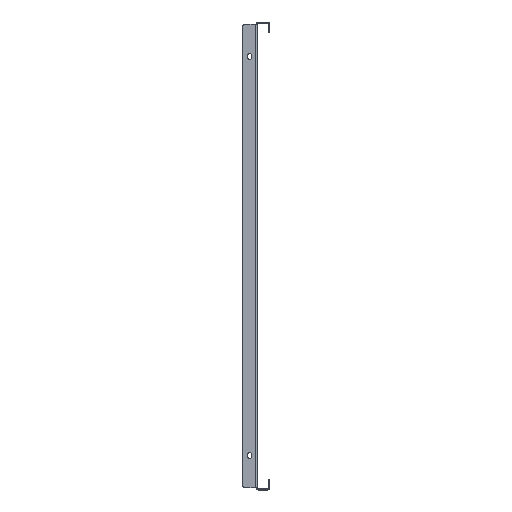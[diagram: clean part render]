
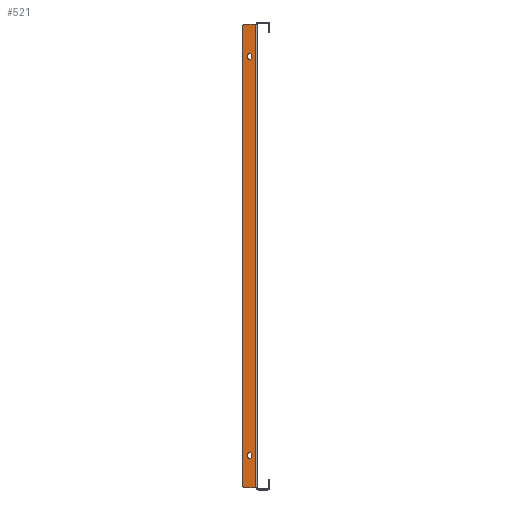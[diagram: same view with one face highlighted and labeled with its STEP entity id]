
A CAD part, left-side view. The second image highlights one B-rep face of the part: STEP entity #521.
In plain terms, the highlighted planar face has unit normal (-1, 0, 0).
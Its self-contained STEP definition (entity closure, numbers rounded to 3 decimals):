
#359 = EDGE_CURVE ( 'NONE', #5248, #19231, #15483, .T. ) ;
#521 = ADVANCED_FACE ( 'NONE', ( #5021, #15148, #12968 ), #4487, .T. ) ;
#648 = CARTESIAN_POINT ( 'NONE',  ( -296., 16., 345.5 ) ) ;
#680 = CARTESIAN_POINT ( 'NONE',  ( -296., 7.25, 298.75 ) ) ;
#1070 = VERTEX_POINT ( 'NONE', #7061 ) ;
#1815 = AXIS2_PLACEMENT_3D ( 'NONE', #6223, #22641, #10603 ) ;
#1866 = VERTEX_POINT ( 'NONE', #6991 ) ;
#2145 = VERTEX_POINT ( 'NONE', #15720 ) ;
#2217 = CIRCLE ( 'NONE', #26241, 2.75 ) ;
#2348 = AXIS2_PLACEMENT_3D ( 'NONE', #4738, #14627, #9258 ) ;
#2671 = CARTESIAN_POINT ( 'NONE',  ( -296., 12.75, -298.75 ) ) ;
#2981 = VERTEX_POINT ( 'NONE', #7434 ) ;
#3029 = AXIS2_PLACEMENT_3D ( 'NONE', #13241, #8993, #23497 ) ;
#3319 = ORIENTED_EDGE ( 'NONE', *, *, #19253, .F. ) ;
#3918 = CIRCLE ( 'NONE', #22704, 5. ) ;
#3957 = DIRECTION ( 'NONE',  ( 0., 0., 1. ) ) ;
#4237 = EDGE_LOOP ( 'NONE', ( #16956, #18526, #19720, #9305 ) ) ;
#4487 = PLANE ( 'NONE',  #3029 ) ;
#4564 = EDGE_CURVE ( 'NONE', #25540, #18252, #11218, .T. ) ;
#4738 = CARTESIAN_POINT ( 'NONE',  ( -296., 10., -295.25 ) ) ;
#4764 = EDGE_CURVE ( 'NONE', #1070, #20246, #16822, .T. ) ;
#4772 = DIRECTION ( 'NONE',  ( 0., 1., 0. ) ) ;
#4775 = LINE ( 'NONE', #13132, #11451 ) ;
#5021 = FACE_BOUND ( 'NONE', #20338, .T. ) ;
#5248 = VERTEX_POINT ( 'NONE', #22397 ) ;
#5658 = CARTESIAN_POINT ( 'NONE',  ( -296., 10., -298.75 ) ) ;
#5941 = ORIENTED_EDGE ( 'NONE', *, *, #6375, .T. ) ;
#6015 = CARTESIAN_POINT ( 'NONE',  ( -296., 16., 340.5 ) ) ;
#6223 = CARTESIAN_POINT ( 'NONE',  ( -296., 10., 295.25 ) ) ;
#6375 = EDGE_CURVE ( 'NONE', #1866, #20698, #20343, .T. ) ;
#6991 = CARTESIAN_POINT ( 'NONE',  ( -296., 1.5, -345.5 ) ) ;
#7061 = CARTESIAN_POINT ( 'NONE',  ( -296., 21., -340.5 ) ) ;
#7286 = DIRECTION ( 'NONE',  ( 0., 0., 1. ) ) ;
#7434 = CARTESIAN_POINT ( 'NONE',  ( -296., 7.25, -298.75 ) ) ;
#8985 = DIRECTION ( 'NONE',  ( 0., -1., 0. ) ) ;
#8993 = DIRECTION ( 'NONE',  ( -1., 0., 0. ) ) ;
#9127 = LINE ( 'NONE', #17486, #10158 ) ;
#9172 = DIRECTION ( 'NONE',  ( 0., 0., -1. ) ) ;
#9258 = DIRECTION ( 'NONE',  ( 0., 1., 0. ) ) ;
#9305 = ORIENTED_EDGE ( 'NONE', *, *, #4564, .F. ) ;
#9320 = EDGE_CURVE ( 'NONE', #19231, #18127, #20602, .T. ) ;
#9950 = CARTESIAN_POINT ( 'NONE',  ( -296., 1.5, 345.5 ) ) ;
#10098 = DIRECTION ( 'NONE',  ( 0., 0., 1. ) ) ;
#10158 = VECTOR ( 'NONE', #13775, 1000. ) ;
#10548 = EDGE_LOOP ( 'NONE', ( #26649, #26002, #24028, #26342, #15085, #5941 ) ) ;
#10603 = DIRECTION ( 'NONE',  ( 0., -1., 0. ) ) ;
#10815 = CIRCLE ( 'NONE', #20444, 2.75 ) ;
#10856 = EDGE_CURVE ( 'NONE', #18252, #2981, #10815, .T. ) ;
#11032 = CARTESIAN_POINT ( 'NONE',  ( -296., 10., 298.75 ) ) ;
#11218 = LINE ( 'NONE', #19562, #16844 ) ;
#11253 = EDGE_CURVE ( 'NONE', #2981, #11484, #17810, .T. ) ;
#11382 = CARTESIAN_POINT ( 'NONE',  ( -296., 12.75, 295.25 ) ) ;
#11389 = ORIENTED_EDGE ( 'NONE', *, *, #17886, .F. ) ;
#11450 = CARTESIAN_POINT ( 'NONE',  ( -296., 12.75, 295.25 ) ) ;
#11451 = VECTOR ( 'NONE', #13265, 1000. ) ;
#11484 = VERTEX_POINT ( 'NONE', #25311 ) ;
#11521 = VERTEX_POINT ( 'NONE', #680 ) ;
#12112 = CARTESIAN_POINT ( 'NONE',  ( -296., 7.25, 295.25 ) ) ;
#12224 = VECTOR ( 'NONE', #4772, 1000. ) ;
#12629 = AXIS2_PLACEMENT_3D ( 'NONE', #6015, #14626, #18862 ) ;
#12701 = EDGE_CURVE ( 'NONE', #1070, #2145, #3918, .T. ) ;
#12968 = FACE_OUTER_BOUND ( 'NONE', #10548, .T. ) ;
#13132 = CARTESIAN_POINT ( 'NONE',  ( -296., 0., 345.5 ) ) ;
#13139 = DIRECTION ( 'NONE',  ( 0., -1., 0. ) ) ;
#13241 = CARTESIAN_POINT ( 'NONE',  ( -296., 0., 0. ) ) ;
#13265 = DIRECTION ( 'NONE',  ( 0., -1., 0. ) ) ;
#13397 = CARTESIAN_POINT ( 'NONE',  ( -296., 21., -345.5 ) ) ;
#13701 = CARTESIAN_POINT ( 'NONE',  ( -296., 7.25, -295.25 ) ) ;
#13775 = DIRECTION ( 'NONE',  ( 0., 0., 1. ) ) ;
#14626 = DIRECTION ( 'NONE',  ( -1., 0., 0. ) ) ;
#14627 = DIRECTION ( 'NONE',  ( -1., 0., 0. ) ) ;
#15041 = CARTESIAN_POINT ( 'NONE',  ( -296., 16., -340.5 ) ) ;
#15085 = ORIENTED_EDGE ( 'NONE', *, *, #25629, .F. ) ;
#15148 = FACE_BOUND ( 'NONE', #4237, .T. ) ;
#15175 = DIRECTION ( 'NONE',  ( -1., 0., 0. ) ) ;
#15436 = CIRCLE ( 'NONE', #2348, 2.75 ) ;
#15483 = LINE ( 'NONE', #11382, #22694 ) ;
#15690 = CARTESIAN_POINT ( 'NONE',  ( -296., 1.5, 0. ) ) ;
#15720 = CARTESIAN_POINT ( 'NONE',  ( -296., 16., -345.5 ) ) ;
#16379 = EDGE_CURVE ( 'NONE', #19072, #20246, #23983, .T. ) ;
#16822 = LINE ( 'NONE', #25027, #17319 ) ;
#16844 = VECTOR ( 'NONE', #9172, 1000. ) ;
#16956 = ORIENTED_EDGE ( 'NONE', *, *, #21498, .F. ) ;
#17002 = DIRECTION ( 'NONE',  ( 0., 1., 0. ) ) ;
#17100 = LINE ( 'NONE', #13397, #12224 ) ;
#17319 = VECTOR ( 'NONE', #3957, 1000. ) ;
#17486 = CARTESIAN_POINT ( 'NONE',  ( -296., 7.25, 295.25 ) ) ;
#17810 = LINE ( 'NONE', #13701, #20889 ) ;
#17886 = EDGE_CURVE ( 'NONE', #11521, #5248, #2217, .T. ) ;
#18127 = VERTEX_POINT ( 'NONE', #12112 ) ;
#18252 = VERTEX_POINT ( 'NONE', #2671 ) ;
#18526 = ORIENTED_EDGE ( 'NONE', *, *, #11253, .F. ) ;
#18732 = EDGE_CURVE ( 'NONE', #19072, #20698, #4775, .T. ) ;
#18862 = DIRECTION ( 'NONE',  ( 0., -1., 0. ) ) ;
#19072 = VERTEX_POINT ( 'NONE', #648 ) ;
#19231 = VERTEX_POINT ( 'NONE', #11450 ) ;
#19253 = EDGE_CURVE ( 'NONE', #18127, #11521, #9127, .T. ) ;
#19562 = CARTESIAN_POINT ( 'NONE',  ( -296., 12.75, -295.25 ) ) ;
#19720 = ORIENTED_EDGE ( 'NONE', *, *, #10856, .F. ) ;
#19722 = DIRECTION ( 'NONE',  ( 0., 0., -1. ) ) ;
#20246 = VERTEX_POINT ( 'NONE', #24511 ) ;
#20283 = DIRECTION ( 'NONE',  ( -1., 0., 0. ) ) ;
#20338 = EDGE_LOOP ( 'NONE', ( #21945, #24150, #11389, #3319 ) ) ;
#20343 = LINE ( 'NONE', #15690, #21770 ) ;
#20444 = AXIS2_PLACEMENT_3D ( 'NONE', #5658, #20283, #17002 ) ;
#20602 = CIRCLE ( 'NONE', #1815, 2.75 ) ;
#20698 = VERTEX_POINT ( 'NONE', #9950 ) ;
#20889 = VECTOR ( 'NONE', #7286, 1000. ) ;
#21498 = EDGE_CURVE ( 'NONE', #11484, #25540, #15436, .T. ) ;
#21770 = VECTOR ( 'NONE', #10098, 1000. ) ;
#21945 = ORIENTED_EDGE ( 'NONE', *, *, #9320, .F. ) ;
#22397 = CARTESIAN_POINT ( 'NONE',  ( -296., 12.75, 298.75 ) ) ;
#22641 = DIRECTION ( 'NONE',  ( -1., 0., 0. ) ) ;
#22694 = VECTOR ( 'NONE', #19722, 1000. ) ;
#22704 = AXIS2_PLACEMENT_3D ( 'NONE', #15041, #15175, #13139 ) ;
#23497 = DIRECTION ( 'NONE',  ( 0., -1., 0. ) ) ;
#23983 = CIRCLE ( 'NONE', #12629, 5. ) ;
#24028 = ORIENTED_EDGE ( 'NONE', *, *, #4764, .F. ) ;
#24150 = ORIENTED_EDGE ( 'NONE', *, *, #359, .F. ) ;
#24511 = CARTESIAN_POINT ( 'NONE',  ( -296., 21., 340.5 ) ) ;
#25027 = CARTESIAN_POINT ( 'NONE',  ( -296., 21., 345.5 ) ) ;
#25311 = CARTESIAN_POINT ( 'NONE',  ( -296., 7.25, -295.25 ) ) ;
#25540 = VERTEX_POINT ( 'NONE', #27090 ) ;
#25629 = EDGE_CURVE ( 'NONE', #1866, #2145, #17100, .T. ) ;
#25682 = DIRECTION ( 'NONE',  ( -1., 0., 0. ) ) ;
#26002 = ORIENTED_EDGE ( 'NONE', *, *, #16379, .T. ) ;
#26241 = AXIS2_PLACEMENT_3D ( 'NONE', #11032, #25682, #8985 ) ;
#26342 = ORIENTED_EDGE ( 'NONE', *, *, #12701, .T. ) ;
#26649 = ORIENTED_EDGE ( 'NONE', *, *, #18732, .F. ) ;
#27090 = CARTESIAN_POINT ( 'NONE',  ( -296., 12.75, -295.25 ) ) ;
